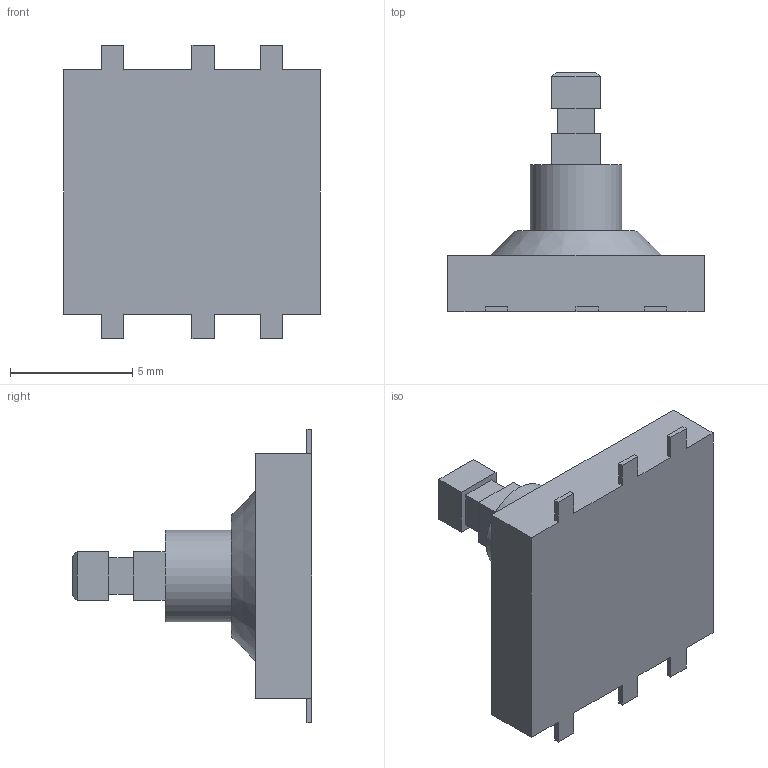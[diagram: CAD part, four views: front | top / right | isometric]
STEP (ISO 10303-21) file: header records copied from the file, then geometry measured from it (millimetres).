
FILE_DESCRIPTION(/* description */ (''),/* implementation_level */ '2;1');
FILE_NAME(/* name */ 'Joystick.step',/* time_stamp */ '2025-11-22T17:41:38+01:00',/* author */ ('fneum'),/* organization */ (''),/* preprocessor_version */ 'ST-DEVELOPER v20.1',/* originating_system */ 'Autodesk Inventor 2026',/* authorisation */ '');
FILE_SCHEMA (('AUTOMOTIVE_DESIGN { 1 0 10303 214 3 1 1 }'));
Length unit declared in the file: millimetre
Products named in the file (1): Part11
Bounding box: 10.5 x 9.8 x 12 mm (x, y, z)
Volume: 314.2 mm3; surface area: 388 mm2
Topology: 1 solids, 1 shells, 53 faces, 134 edges, 88 vertices
Faces by surface type: plane 51, cone 1, cylinder 1
Full cylindrical faces by diameter (mm): 3.75 x1
Entity records: 1635 total; most frequent: CARTESIAN_POINT 276, ORIENTED_EDGE 268, DIRECTION 246, EDGE_CURVE 134, LINE 130, VECTOR 130, VERTEX_POINT 88, EDGE_LOOP 58
